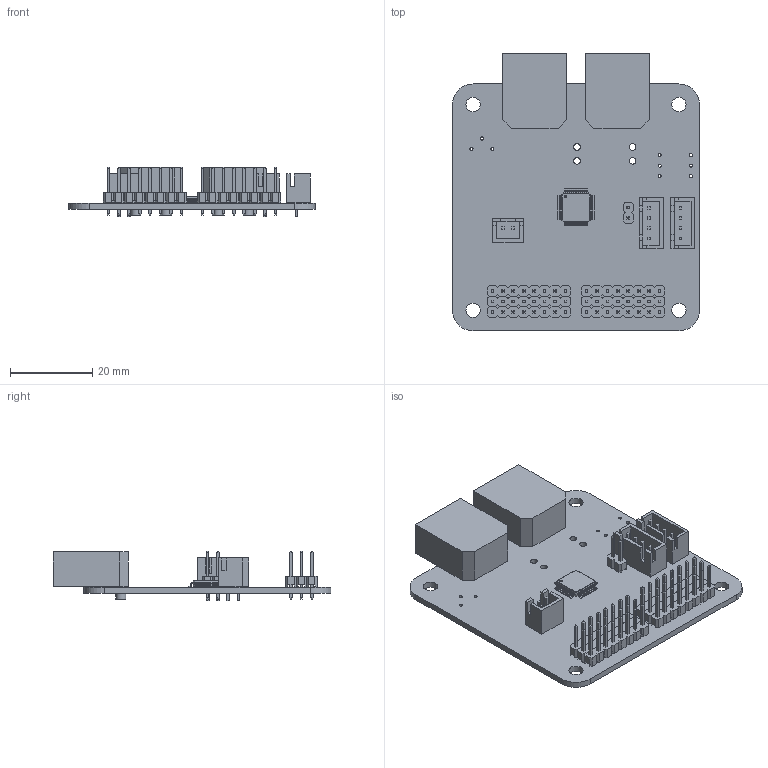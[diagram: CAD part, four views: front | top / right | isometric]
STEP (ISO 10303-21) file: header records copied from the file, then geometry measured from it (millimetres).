
FILE_DESCRIPTION(('KiCad electronic assembly'),'2;1');
FILE_NAME('can-rover.step','2026-03-10T16:59:37',('Pcbnew'),('Kicad'), 'Open CASCADE STEP processor 7.6','KiCad to STEP converter','Unknown' );
FILE_SCHEMA(('AUTOMOTIVE_DESIGN { 1 0 10303 214 1 1 1 1 }'));
Length unit declared in the file: millimetre
Products named in the file (19): can-rover 1; PH-1x2; passive; ic; PH-1x8; XT60; B2B-XH-A; B4B-XH-A; 1x1x1; LQFP48; cylinder; pcb_PCB
Assembly tree (106 placements, depth 2):
  can-rover 1
    PH-1x2
    passive  x64
    ic  x17
    PH-1x8  x6
    XT60  x2
    ic
    B2B-XH-A
    ic  x2
    passive
    B4B-XH-A  x2
    1x1x1
    1x1x1
    1x1x1
    LQFP48
    passive
    ic  x2
    cylinder
    pcb_PCB
Bounding box: 60 x 67.47 x 12 mm (x, y, z)
Volume: 11685.9 mm3; surface area: 15052.9 mm2
Topology: 112 solids, 112 shells, 3214 faces, 8159 edges, 5230 vertices
Faces by surface type: plane 2623, bspline 300, cylinder 285, torus 4, cone 2
Full cylindrical faces by diameter (mm): 0.75 x3, 0.762 x6, 1 x58, 1.1 x2, 1.6 x8, 2.45 x4, 3 x4, 3.5 x4
Entity records: 63298 total; most frequent: CARTESIAN_POINT 20182, ORIENTED_EDGE 9226, DIRECTION 7741, EDGE_CURVE 4613, LINE 3435, VECTOR 3435, VERTEX_POINT 3026, AXIS2_PLACEMENT_3D 2153
